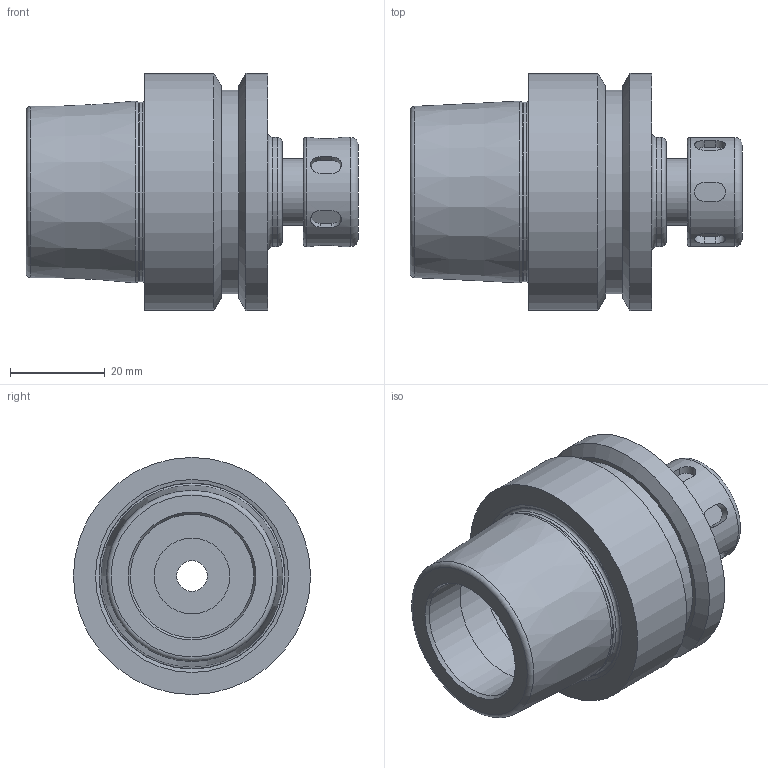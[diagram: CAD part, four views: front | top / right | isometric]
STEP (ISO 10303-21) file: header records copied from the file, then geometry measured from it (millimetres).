
FILE_DESCRIPTION((''),'2;1');
FILE_NAME('536054107045-3D.stp','2022-01-31T15:51:47',('nttooll'),(''),'Autodesk Inventor 2012','Autodesk Inventor 2012','');
FILE_SCHEMA(('AUTOMOTIVE_DESIGN { 1 0 10303 214 1 1 1 1 }'));
Length unit declared in the file: millimetre
Products named in the file (1): 536054107045-3D
Bounding box: 70 x 50 x 50 mm (x, y, z)
Volume: 56089.5 mm3; surface area: 18144.8 mm2
Topology: 1 solids, 1 shells, 88 faces, 168 edges, 106 vertices
Faces by surface type: plane 38, cylinder 31, cone 11, torus 8
Full cylindrical faces by diameter (mm): 6.5 x1, 8.5 x1, 8.79 x1, 9.7 x1, 12.1 x1, 14 x2, 16 x1, 16.4 x1, 17 x1, 23 x2, 26 x2, 32 x1, 37.9 x1, 43 x1, 50 x2
Entity records: 2238 total; most frequent: CARTESIAN_POINT 529, DIRECTION 366, ORIENTED_EDGE 260, AXIS2_PLACEMENT_3D 159, EDGE_LOOP 152, EDGE_CURVE 130, VERTEX_POINT 106, FACE_OUTER_BOUND 88
